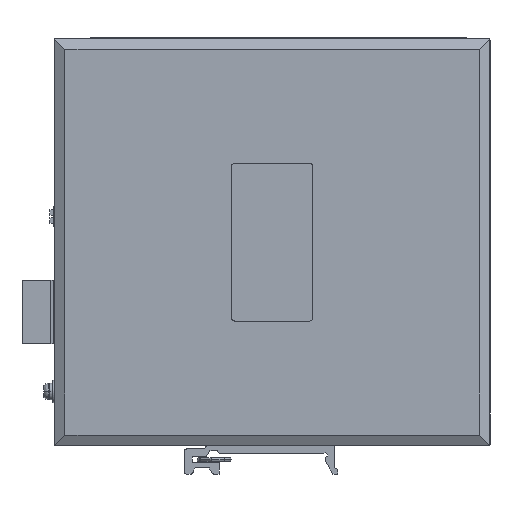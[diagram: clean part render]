
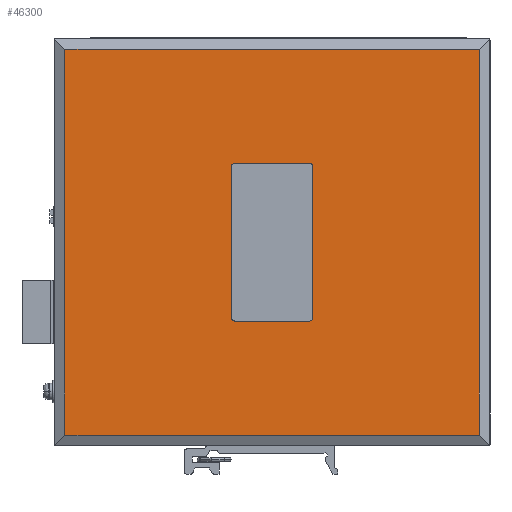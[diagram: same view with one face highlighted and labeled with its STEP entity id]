
A CAD part, front view. The second image highlights one B-rep face of the part: STEP entity #46300.
In plain terms, the highlighted face is planar.
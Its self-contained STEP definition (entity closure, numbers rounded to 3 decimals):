
#45856=DIRECTION('',(-1.,0.,0.));
#45857=VECTOR('',#45856,121.359);
#45858=CARTESIAN_POINT('',(60.68,3.539,
-65.18));
#45859=LINE('',#45858,#45857);
#45864=DIRECTION('',(-1.,0.,0.));
#45865=VECTOR('',#45864,121.359);
#45866=CARTESIAN_POINT('',(60.68,3.539,65.18));
#45867=LINE('',#45866,#45865);
#45868=DIRECTION('',(0.,0.,-1.));
#45869=VECTOR('',#45868,130.359);
#45870=CARTESIAN_POINT('',(-60.68,3.539,
65.18));
#45871=LINE('',#45870,#45869);
#45872=DIRECTION('',(0.,0.,1.));
#45873=VECTOR('',#45872,130.359);
#45874=CARTESIAN_POINT('',(60.68,3.539,
-65.18));
#45875=LINE('',#45874,#45873);
#45876=CARTESIAN_POINT('',(23.8,3.539,11.8));
#45877=DIRECTION('',(0.,1.,0.));
#45878=DIRECTION('',(0.,0.,1.));
#45879=AXIS2_PLACEMENT_3D('',#45876,#45877,#45878);
#45881=CARTESIAN_POINT('',(23.8,3.539,-11.8));
#45882=DIRECTION('',(0.,1.,0.));
#45883=DIRECTION('',(1.,0.,0.));
#45884=AXIS2_PLACEMENT_3D('',#45881,#45882,#45883);
#45886=CARTESIAN_POINT('',(-23.8,3.539,-11.8));
#45887=DIRECTION('',(0.,1.,0.));
#45888=DIRECTION('',(0.,0.,-1.));
#45889=AXIS2_PLACEMENT_3D('',#45886,#45887,#45888);
#45891=CARTESIAN_POINT('',(-23.8,3.539,11.8));
#45892=DIRECTION('',(0.,1.,0.));
#45893=DIRECTION('',(-1.,0.,0.));
#45894=AXIS2_PLACEMENT_3D('',#45891,#45892,#45893);
#45904=DIRECTION('',(-1.,0.,0.));
#45905=VECTOR('',#45904,47.6);
#45906=CARTESIAN_POINT('',(23.8,3.539,12.8));
#45907=LINE('',#45906,#45905);
#45952=DIRECTION('',(0.,0.,-1.));
#45953=VECTOR('',#45952,23.6);
#45954=CARTESIAN_POINT('',(-24.8,3.539,11.8));
#45955=LINE('',#45954,#45953);
#45964=DIRECTION('',(1.,0.,0.));
#45965=VECTOR('',#45964,47.6);
#45966=CARTESIAN_POINT('',(-23.8,3.539,-12.8));
#45967=LINE('',#45966,#45965);
#45976=DIRECTION('',(0.,0.,1.));
#45977=VECTOR('',#45976,23.6);
#45978=CARTESIAN_POINT('',(24.8,3.539,-11.8));
#45979=LINE('',#45978,#45977);
#45990=CARTESIAN_POINT('',(60.68,3.539,65.18));
#45991=VERTEX_POINT('',#45990);
#45992=CARTESIAN_POINT('',(60.68,3.539,
-65.18));
#45993=VERTEX_POINT('',#45992);
#45997=CARTESIAN_POINT('',(-60.68,3.539,
65.18));
#45998=VERTEX_POINT('',#45997);
#46003=CARTESIAN_POINT('',(-60.68,3.539,
-65.18));
#46004=VERTEX_POINT('',#46003);
#46021=CARTESIAN_POINT('',(23.8,3.539,12.8));
#46022=CARTESIAN_POINT('',(24.8,3.539,11.8));
#46023=VERTEX_POINT('',#46021);
#46024=VERTEX_POINT('',#46022);
#46025=CARTESIAN_POINT('',(24.8,3.539,-11.8));
#46026=VERTEX_POINT('',#46025);
#46027=CARTESIAN_POINT('',(23.8,3.539,-12.8));
#46028=VERTEX_POINT('',#46027);
#46029=CARTESIAN_POINT('',(-23.8,3.539,-12.8));
#46030=VERTEX_POINT('',#46029);
#46031=CARTESIAN_POINT('',(-24.8,3.539,-11.8));
#46032=VERTEX_POINT('',#46031);
#46033=CARTESIAN_POINT('',(-24.8,3.539,11.8));
#46034=VERTEX_POINT('',#46033);
#46035=CARTESIAN_POINT('',(-23.8,3.539,12.8));
#46036=VERTEX_POINT('',#46035);
#46271=CARTESIAN_POINT('',(-60.68,3.539,-68.5));
#46272=DIRECTION('',(0.,1.,0.));
#46273=DIRECTION('',(1.,0.,0.));
#46274=AXIS2_PLACEMENT_3D('',#46271,#46272,#46273);
#46275=PLANE('',#46274);
#46276=ORIENTED_EDGE('',*,*,#46111,.T.);
#46277=ORIENTED_EDGE('',*,*,#46133,.T.);
#46278=ORIENTED_EDGE('',*,*,#46264,.F.);
#46279=ORIENTED_EDGE('',*,*,#46093,.T.);
#46280=EDGE_LOOP('',(#46276,#46277,#46278,#46279));
#46281=FACE_OUTER_BOUND('',#46280,.F.);
#46283=ORIENTED_EDGE('',*,*,#46282,.T.);
#46285=ORIENTED_EDGE('',*,*,#46284,.F.);
#46287=ORIENTED_EDGE('',*,*,#46286,.T.);
#46289=ORIENTED_EDGE('',*,*,#46288,.F.);
#46291=ORIENTED_EDGE('',*,*,#46290,.T.);
#46293=ORIENTED_EDGE('',*,*,#46292,.F.);
#46295=ORIENTED_EDGE('',*,*,#46294,.T.);
#46297=ORIENTED_EDGE('',*,*,#46296,.F.);
#46298=EDGE_LOOP('',(#46283,#46285,#46287,#46289,#46291,#46293,#46295,#46297));
#46299=FACE_BOUND('',#46298,.F.);
#46300=ADVANCED_FACE('',(#46281,#46299),#46275,.T.);
#45880=CIRCLE('',#45879,1.);
#45885=CIRCLE('',#45884,1.);
#45890=CIRCLE('',#45889,1.);
#45895=CIRCLE('',#45894,1.);
#46093=EDGE_CURVE('',#45993,#45991,#45875,.T.);
#46111=EDGE_CURVE('',#45991,#45998,#45867,.T.);
#46133=EDGE_CURVE('',#45998,#46004,#45871,.T.);
#46264=EDGE_CURVE('',#45993,#46004,#45859,.T.);
#46282=EDGE_CURVE('',#46023,#46024,#45880,.T.);
#46284=EDGE_CURVE('',#46026,#46024,#45979,.T.);
#46286=EDGE_CURVE('',#46026,#46028,#45885,.T.);
#46288=EDGE_CURVE('',#46030,#46028,#45967,.T.);
#46290=EDGE_CURVE('',#46030,#46032,#45890,.T.);
#46292=EDGE_CURVE('',#46034,#46032,#45955,.T.);
#46294=EDGE_CURVE('',#46034,#46036,#45895,.T.);
#46296=EDGE_CURVE('',#46023,#46036,#45907,.T.);
